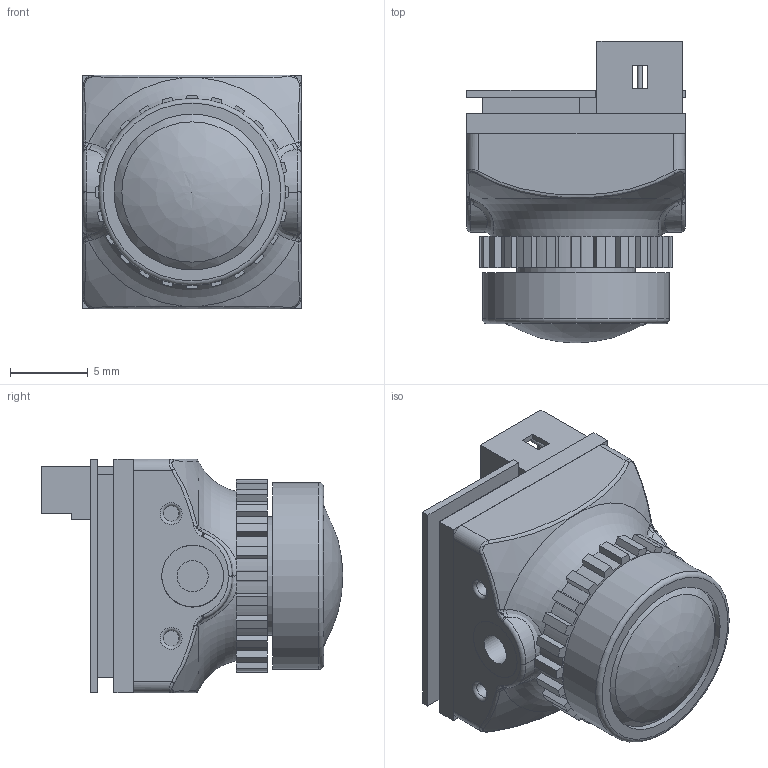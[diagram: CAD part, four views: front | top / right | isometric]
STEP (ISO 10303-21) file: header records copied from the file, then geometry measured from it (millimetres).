
FILE_DESCRIPTION(/* description */ (''),/* implementation_level */ '2;1');
FILE_NAME(/* name */ 'FPV_Cam_Foxeer_Razor_Nano.step',/* time_stamp */ '2021-05-28T14:01:04-07:00',/* author */ (''),/* organization */ (''),/* preprocessor_version */ 'ST-DEVELOPER v18.1',/* originating_system */ 'Autodesk Translation Framework v10.9.0.1377',/* authorisation */ '');
FILE_SCHEMA (('AUTOMOTIVE_DESIGN { 1 0 10303 214 3 1 1 }'));
Length unit declared in the file: millimetre
Products named in the file (3): CamFoxeerRazorNano; ThreadedInsert; ThreadedInsert(Mirror)
Assembly tree (2 placements, depth 2):
  CamFoxeerRazorNano
    ThreadedInsert
    ThreadedInsert(Mirror)
Bounding box: 14 x 19.32 x 15 mm (x, y, z)
Volume: 2144 mm3; surface area: 2984.7 mm2
Topology: 11 solids, 11 shells, 570 faces, 1405 edges, 923 vertices
Faces by surface type: plane 362, torus 97, cylinder 69, bspline 38, cone 4
Full cylindrical faces by diameter (mm): 0.35 x3, 1 x4, 2 x4, 2.87 x4, 3.073 x4, 3.962 x4, 7.6 x1, 10 x2, 12 x1
Entity records: 18755 total; most frequent: CARTESIAN_POINT 4781, DIRECTION 3027, ORIENTED_EDGE 2808, EDGE_CURVE 1404, AXIS2_PLACEMENT_3D 1178, VERTEX_POINT 923, LINE 671, VECTOR 671
